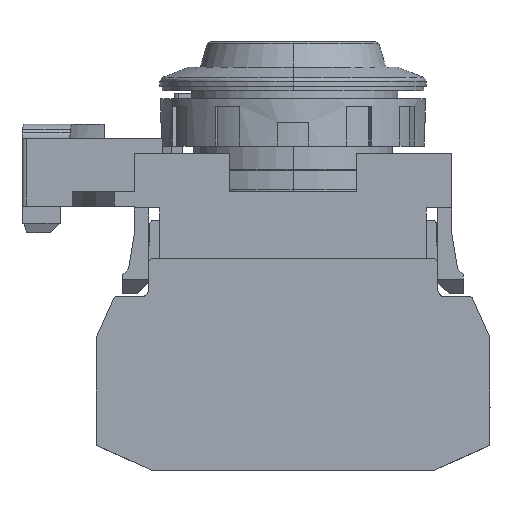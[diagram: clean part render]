
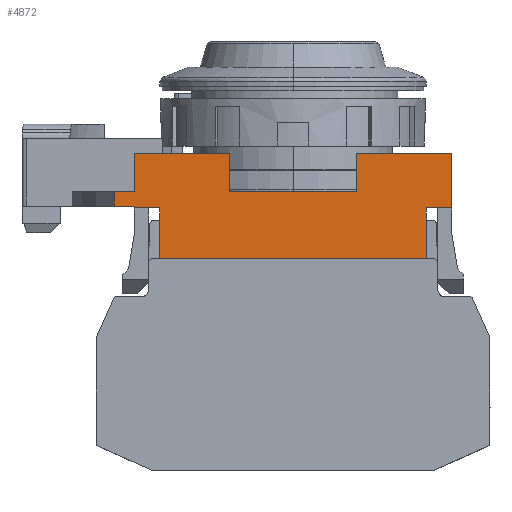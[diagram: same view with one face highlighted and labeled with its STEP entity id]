
A CAD part, left-side view. The second image highlights one B-rep face of the part: STEP entity #4872.
In plain terms, the highlighted planar face has unit normal (-1, 0, 0).
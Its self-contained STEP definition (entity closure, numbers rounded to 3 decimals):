
#1454 = VERTEX_POINT ( 'NONE', #14730 ) ;
#1455 = VERTEX_POINT ( 'NONE', #14731 ) ;
#1459 = VERTEX_POINT ( 'NONE', #14735 ) ;
#1460 = VERTEX_POINT ( 'NONE', #14736 ) ;
#1527 = VERTEX_POINT ( 'NONE', #14803 ) ;
#1528 = VERTEX_POINT ( 'NONE', #14804 ) ;
#1529 = VERTEX_POINT ( 'NONE', #14805 ) ;
#1530 = VERTEX_POINT ( 'NONE', #14806 ) ;
#1532 = VERTEX_POINT ( 'NONE', #14808 ) ;
#1536 = VERTEX_POINT ( 'NONE', #14812 ) ;
#1537 = VERTEX_POINT ( 'NONE', #14813 ) ;
#1539 = VERTEX_POINT ( 'NONE', #14815 ) ;
#1541 = VERTEX_POINT ( 'NONE', #14817 ) ;
#1542 = VERTEX_POINT ( 'NONE', #14818 ) ;
#1563 = VERTEX_POINT ( 'NONE', #14839 ) ;
#1564 = VERTEX_POINT ( 'NONE', #14840 ) ;
#2138 = EDGE_LOOP ( 'NONE', ( #14085, #14086, #14087, #14083, #14088, #14089, #14090, #14091, #14092, #14093, #14094, #14095, #14096, #14097, #14099, #14098 ) ) ;
#4737 = EDGE_CURVE ( 'NONE', #1454, #1455, #11494, .T. ) ;
#4743 = EDGE_CURVE ( 'NONE', #1460, #1459, #11512, .T. ) ;
#4872 = ADVANCED_FACE ( 'NONE', ( #12887 ), #11980, .F. ) ;
#6262 = VECTOR ( 'NONE', #7691, 1000. ) ;
#6298 = VECTOR ( 'NONE', #7793, 1000. ) ;
#6300 = VECTOR ( 'NONE', #7799, 1000. ) ;
#6301 = VECTOR ( 'NONE', #7802, 1000. ) ;
#7596 = LINE ( 'NONE', #7597, #8948 ) ;
#7597 = CARTESIAN_POINT ( 'NONE',  ( -14.9, 1.057, 5.3 ) ) ;
#7598 = DIRECTION ( 'NONE',  ( 0., 1., 0. ) ) ;
#7599 = LINE ( 'NONE', #7600, #8949 ) ;
#7600 = CARTESIAN_POINT ( 'NONE',  ( -14.9, 1.057, 5.5 ) ) ;
#7601 = DIRECTION ( 'NONE',  ( 0., 1., 0. ) ) ;
#7608 = LINE ( 'NONE', #7609, #8952 ) ;
#7609 = CARTESIAN_POINT ( 'NONE',  ( -14.9, 1.057, 7. ) ) ;
#7610 = DIRECTION ( 'NONE',  ( 0., -1., 0. ) ) ;
#7614 = LINE ( 'NONE', #7615, #8955 ) ;
#7615 = CARTESIAN_POINT ( 'NONE',  ( -14.9, 16.7, 5.5 ) ) ;
#7616 = DIRECTION ( 'NONE',  ( 0., 0., 1. ) ) ;
#7620 = LINE ( 'NONE', #7621, #8957 ) ;
#7621 = CARTESIAN_POINT ( 'NONE',  ( -14.9, 1.057, 11. ) ) ;
#7622 = DIRECTION ( 'NONE',  ( 0., -1., 0. ) ) ;
#7629 = LINE ( 'NONE', #7630, #8960 ) ;
#7630 = CARTESIAN_POINT ( 'NONE',  ( -14.9, 6.7, 5.5 ) ) ;
#7631 = DIRECTION ( 'NONE',  ( 0., 0., -1. ) ) ;
#7650 = LINE ( 'NONE', #7651, #8966 ) ;
#7651 = CARTESIAN_POINT ( 'NONE',  ( -14.9, 1.057, 7. ) ) ;
#7652 = DIRECTION ( 'NONE',  ( 0., -1., 0. ) ) ;
#7659 = LINE ( 'NONE', #7660, #8969 ) ;
#7660 = CARTESIAN_POINT ( 'NONE',  ( -14.9, -6.7, 5.5 ) ) ;
#7661 = DIRECTION ( 'NONE',  ( 0., 0., 1. ) ) ;
#7665 = LINE ( 'NONE', #7666, #8971 ) ;
#7666 = CARTESIAN_POINT ( 'NONE',  ( -14.9, 1.057, 11. ) ) ;
#7667 = DIRECTION ( 'NONE',  ( 0., -1., 0. ) ) ;
#7674 = LINE ( 'NONE', #7675, #8974 ) ;
#7675 = CARTESIAN_POINT ( 'NONE',  ( -14.9, -16.7, 5.5 ) ) ;
#7676 = DIRECTION ( 'NONE',  ( 0., 0., -1. ) ) ;
#7689 = LINE ( 'NONE', #7690, #6262 ) ;
#7690 = CARTESIAN_POINT ( 'NONE',  ( -14.9, 1.057, 5.3 ) ) ;
#7691 = DIRECTION ( 'NONE',  ( 0., 1., 0. ) ) ;
#7791 = LINE ( 'NONE', #7792, #6298 ) ;
#7792 = CARTESIAN_POINT ( 'NONE',  ( -14.9, 14., 5.5 ) ) ;
#7793 = DIRECTION ( 'NONE',  ( 0., 0., 1. ) ) ;
#7797 = LINE ( 'NONE', #7798, #6300 ) ;
#7798 = CARTESIAN_POINT ( 'NONE',  ( -14.9, 0., 0. ) ) ;
#7799 = DIRECTION ( 'NONE',  ( 0., -1., 0. ) ) ;
#7800 = LINE ( 'NONE', #7801, #6301 ) ;
#7801 = CARTESIAN_POINT ( 'NONE',  ( -14.9, -14., 2.65 ) ) ;
#7802 = DIRECTION ( 'NONE',  ( 0., 0., 1. ) ) ;
#8240 = EDGE_CURVE ( 'NONE', #1527, #1454, #7596, .T. ) ;
#8241 = EDGE_CURVE ( 'NONE', #1455, #1459, #7599, .T. ) ;
#8244 = EDGE_CURVE ( 'NONE', #1460, #1528, #7608, .T. ) ;
#8246 = EDGE_CURVE ( 'NONE', #1528, #1529, #7614, .T. ) ;
#8248 = EDGE_CURVE ( 'NONE', #1529, #1530, #7620, .T. ) ;
#8251 = EDGE_CURVE ( 'NONE', #1530, #1532, #7629, .T. ) ;
#8258 = EDGE_CURVE ( 'NONE', #1532, #1536, #7650, .T. ) ;
#8261 = EDGE_CURVE ( 'NONE', #1536, #1537, #7659, .T. ) ;
#8263 = EDGE_CURVE ( 'NONE', #1537, #1539, #7665, .T. ) ;
#8266 = EDGE_CURVE ( 'NONE', #1539, #1541, #7674, .T. ) ;
#8271 = EDGE_CURVE ( 'NONE', #1541, #1542, #7689, .T. ) ;
#8305 = EDGE_CURVE ( 'NONE', #1563, #1527, #7791, .T. ) ;
#8307 = EDGE_CURVE ( 'NONE', #1563, #1564, #7797, .T. ) ;
#8308 = EDGE_CURVE ( 'NONE', #1564, #1542, #7800, .T. ) ;
#8948 = VECTOR ( 'NONE', #7598, 1000. ) ;
#8949 = VECTOR ( 'NONE', #7601, 1000. ) ;
#8952 = VECTOR ( 'NONE', #7610, 1000. ) ;
#8955 = VECTOR ( 'NONE', #7616, 1000. ) ;
#8957 = VECTOR ( 'NONE', #7622, 1000. ) ;
#8960 = VECTOR ( 'NONE', #7631, 1000. ) ;
#8966 = VECTOR ( 'NONE', #7652, 1000. ) ;
#8969 = VECTOR ( 'NONE', #7661, 1000. ) ;
#8971 = VECTOR ( 'NONE', #7667, 1000. ) ;
#8974 = VECTOR ( 'NONE', #7676, 1000. ) ;
#11494 = LINE ( 'NONE', #11495, #12675 ) ;
#11495 = CARTESIAN_POINT ( 'NONE',  ( -14.9, 16.7, 4. ) ) ;
#11496 = DIRECTION ( 'NONE',  ( 0., 0., 1. ) ) ;
#11512 = LINE ( 'NONE', #11513, #12682 ) ;
#11513 = CARTESIAN_POINT ( 'NONE',  ( -14.9, 18.815, 6.25 ) ) ;
#11514 = DIRECTION ( 'NONE',  ( 0., 0., -1. ) ) ;
#11980 = PLANE ( 'NONE',  #12890 ) ;
#11981 = CARTESIAN_POINT ( 'NONE',  ( -14.9, -16.7, 0. ) ) ;
#11982 = DIRECTION ( 'NONE',  ( 1., 0., 0. ) ) ;
#11983 = DIRECTION ( 'NONE',  ( 0., 1., 0. ) ) ;
#12675 = VECTOR ( 'NONE', #11496, 1000. ) ;
#12682 = VECTOR ( 'NONE', #11514, 1000. ) ;
#12887 = FACE_OUTER_BOUND ( 'NONE', #2138, .T. ) ;
#12890 = AXIS2_PLACEMENT_3D ( 'NONE', #11981, #11982, #11983 ) ;
#14083 = ORIENTED_EDGE ( 'NONE', *, *, #8258, .F. ) ;
#14085 = ORIENTED_EDGE ( 'NONE', *, *, #8266, .F. ) ;
#14086 = ORIENTED_EDGE ( 'NONE', *, *, #8263, .F. ) ;
#14087 = ORIENTED_EDGE ( 'NONE', *, *, #8261, .F. ) ;
#14088 = ORIENTED_EDGE ( 'NONE', *, *, #8251, .F. ) ;
#14089 = ORIENTED_EDGE ( 'NONE', *, *, #8248, .F. ) ;
#14090 = ORIENTED_EDGE ( 'NONE', *, *, #8246, .F. ) ;
#14091 = ORIENTED_EDGE ( 'NONE', *, *, #8244, .F. ) ;
#14092 = ORIENTED_EDGE ( 'NONE', *, *, #4743, .T. ) ;
#14093 = ORIENTED_EDGE ( 'NONE', *, *, #8241, .F. ) ;
#14094 = ORIENTED_EDGE ( 'NONE', *, *, #4737, .F. ) ;
#14095 = ORIENTED_EDGE ( 'NONE', *, *, #8240, .F. ) ;
#14096 = ORIENTED_EDGE ( 'NONE', *, *, #8305, .F. ) ;
#14097 = ORIENTED_EDGE ( 'NONE', *, *, #8307, .T. ) ;
#14098 = ORIENTED_EDGE ( 'NONE', *, *, #8271, .F. ) ;
#14099 = ORIENTED_EDGE ( 'NONE', *, *, #8308, .T. ) ;
#14730 = CARTESIAN_POINT ( 'NONE',  ( -14.9, 16.7, 5.3 ) ) ;
#14731 = CARTESIAN_POINT ( 'NONE',  ( -14.9, 16.7, 5.5 ) ) ;
#14735 = CARTESIAN_POINT ( 'NONE',  ( -14.9, 18.815, 5.5 ) ) ;
#14736 = CARTESIAN_POINT ( 'NONE',  ( -14.9, 18.815, 7. ) ) ;
#14803 = CARTESIAN_POINT ( 'NONE',  ( -14.9, 14., 5.3 ) ) ;
#14804 = CARTESIAN_POINT ( 'NONE',  ( -14.9, 16.7, 7. ) ) ;
#14805 = CARTESIAN_POINT ( 'NONE',  ( -14.9, 16.7, 11. ) ) ;
#14806 = CARTESIAN_POINT ( 'NONE',  ( -14.9, 6.7, 11. ) ) ;
#14808 = CARTESIAN_POINT ( 'NONE',  ( -14.9, 6.7, 7. ) ) ;
#14812 = CARTESIAN_POINT ( 'NONE',  ( -14.9, -6.7, 7. ) ) ;
#14813 = CARTESIAN_POINT ( 'NONE',  ( -14.9, -6.7, 11. ) ) ;
#14815 = CARTESIAN_POINT ( 'NONE',  ( -14.9, -16.7, 11. ) ) ;
#14817 = CARTESIAN_POINT ( 'NONE',  ( -14.9, -16.7, 5.3 ) ) ;
#14818 = CARTESIAN_POINT ( 'NONE',  ( -14.9, -14., 5.3 ) ) ;
#14839 = CARTESIAN_POINT ( 'NONE',  ( -14.9, 14., 0. ) ) ;
#14840 = CARTESIAN_POINT ( 'NONE',  ( -14.9, -14., 0. ) ) ;
